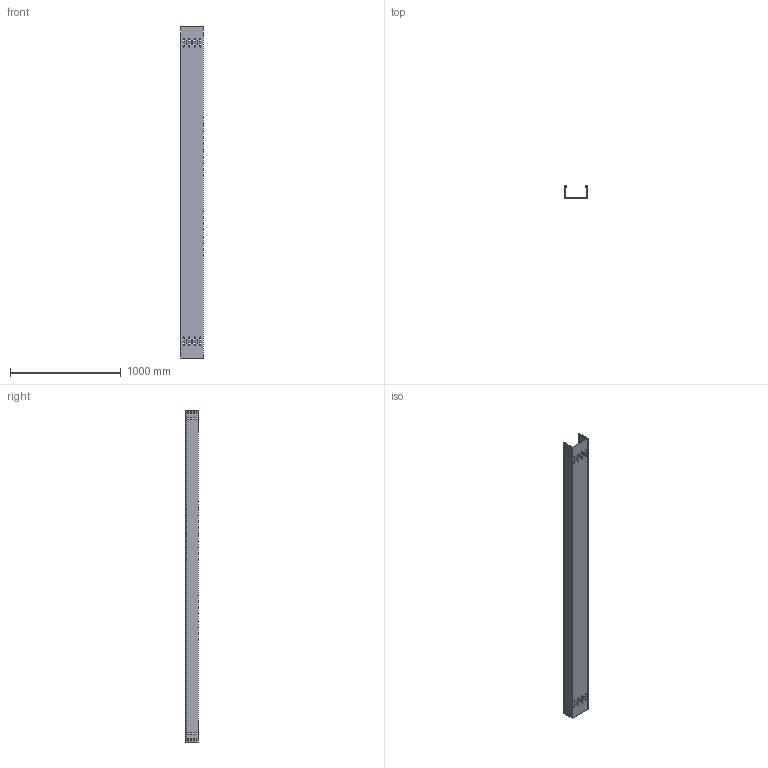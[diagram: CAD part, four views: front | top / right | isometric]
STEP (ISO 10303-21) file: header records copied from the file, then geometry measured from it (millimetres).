
FILE_DESCRIPTION (( 'STEP AP214' ), '1' );
FILE_NAME ('6061983.stp', '2019-12-11T10:30:55', ( '' ), ( '' ), 'SwSTEP 2.0', 'SolidWorks 2018', '' );
FILE_SCHEMA (( 'AUTOMOTIVE_DESIGN' ));
Length unit declared in the file: millimetre
Products named in the file (1): 6061983
Bounding box: 200 x 111 x 3000 mm (x, y, z)
Volume: 2642815.2 mm3; surface area: 2662827.9 mm2
Topology: 1 solids, 1 shells, 304 faces, 890 edges, 588 vertices
Faces by surface type: cylinder 166, plane 138
Entity records: 10428 total; most frequent: DIRECTION 1832, CARTESIAN_POINT 1783, ORIENTED_EDGE 1780, EDGE_CURVE 890, AXIS2_PLACEMENT_3D 637, VERTEX_POINT 588, LINE 558, VECTOR 558
